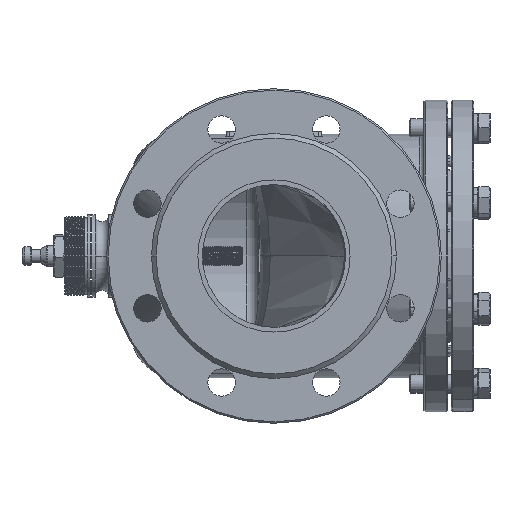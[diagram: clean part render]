
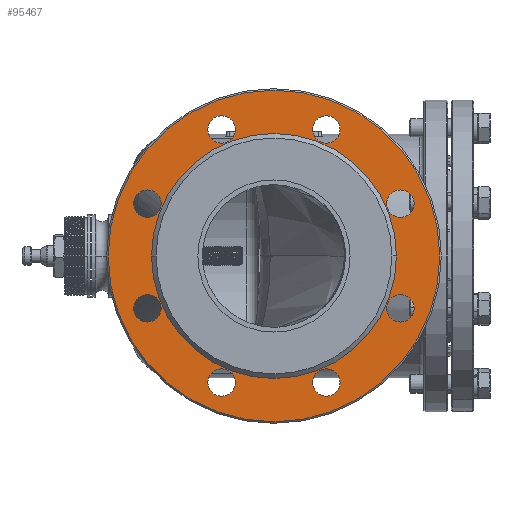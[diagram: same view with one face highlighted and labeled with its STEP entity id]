
A CAD part, left-side view. The second image highlights one B-rep face of the part: STEP entity #95467.
In plain terms, the highlighted planar face has unit normal (1, 0, 0).
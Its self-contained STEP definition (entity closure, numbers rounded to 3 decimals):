
#43925=CARTESIAN_POINT('',(-160.657,15.841,350.));
#43926=DIRECTION('',(1.,0.,0.));
#43927=DIRECTION('',(0.,0.,-1.));
#43928=AXIS2_PLACEMENT_3D('',#43925,#43926,#43927);
#43930=CARTESIAN_POINT('',(-160.657,15.841,350.));
#43931=DIRECTION('',(1.,0.,0.));
#43932=DIRECTION('',(0.,0.,1.));
#43933=AXIS2_PLACEMENT_3D('',#43930,#43931,#43932);
#43935=CARTESIAN_POINT('',(-160.657,15.841,350.));
#43936=DIRECTION('',(-1.,0.,0.));
#43937=DIRECTION('',(0.,0.,1.));
#43938=AXIS2_PLACEMENT_3D('',#43935,#43936,#43937);
#43940=CARTESIAN_POINT('',(-160.657,15.841,350.));
#43941=DIRECTION('',(-1.,0.,0.));
#43942=DIRECTION('',(0.,-1.,0.));
#43943=AXIS2_PLACEMENT_3D('',#43940,#43941,#43942);
#43945=CARTESIAN_POINT('',(-160.657,15.841,350.));
#43946=DIRECTION('',(-1.,0.,0.));
#43947=DIRECTION('',(0.,0.,-1.));
#43948=AXIS2_PLACEMENT_3D('',#43945,#43946,#43947);
#43950=CARTESIAN_POINT('',(-160.657,15.841,350.));
#43951=DIRECTION('',(-1.,0.,0.));
#43952=DIRECTION('',(0.,1.,0.));
#43953=AXIS2_PLACEMENT_3D('',#43950,#43951,#43952);
#43955=CARTESIAN_POINT('',(-160.657,98.99,
315.558));
#43956=DIRECTION('',(-1.,0.,0.));
#43957=DIRECTION('',(0.,0.,-1.));
#43958=AXIS2_PLACEMENT_3D('',#43955,#43956,#43957);
#43960=CARTESIAN_POINT('',(-160.657,98.99,
315.558));
#43961=DIRECTION('',(-1.,0.,0.));
#43962=DIRECTION('',(0.,0.,1.));
#43963=AXIS2_PLACEMENT_3D('',#43960,#43961,#43962);
#43965=CARTESIAN_POINT('',(-160.657,98.99,
384.442));
#43966=DIRECTION('',(-1.,0.,0.));
#43967=DIRECTION('',(0.,0.,-1.));
#43968=AXIS2_PLACEMENT_3D('',#43965,#43966,#43967);
#43970=CARTESIAN_POINT('',(-160.657,98.99,
384.442));
#43971=DIRECTION('',(-1.,0.,0.));
#43972=DIRECTION('',(0.,0.,1.));
#43973=AXIS2_PLACEMENT_3D('',#43970,#43971,#43972);
#43975=CARTESIAN_POINT('',(-160.657,50.283,
433.149));
#43976=DIRECTION('',(-1.,0.,0.));
#43977=DIRECTION('',(0.,0.,-1.));
#43978=AXIS2_PLACEMENT_3D('',#43975,#43976,#43977);
#43980=CARTESIAN_POINT('',(-160.657,50.283,
433.149));
#43981=DIRECTION('',(-1.,0.,0.));
#43982=DIRECTION('',(0.,0.,1.));
#43983=AXIS2_PLACEMENT_3D('',#43980,#43981,#43982);
#43985=CARTESIAN_POINT('',(-160.657,-18.6,
433.149));
#43986=DIRECTION('',(-1.,0.,0.));
#43987=DIRECTION('',(0.,0.,-1.));
#43988=AXIS2_PLACEMENT_3D('',#43985,#43986,#43987);
#43990=CARTESIAN_POINT('',(-160.657,-18.6,
433.149));
#43991=DIRECTION('',(-1.,0.,0.));
#43992=DIRECTION('',(0.,0.,1.));
#43993=AXIS2_PLACEMENT_3D('',#43990,#43991,#43992);
#43995=CARTESIAN_POINT('',(-160.657,-67.308,
384.442));
#43996=DIRECTION('',(-1.,0.,0.));
#43997=DIRECTION('',(0.,0.,-1.));
#43998=AXIS2_PLACEMENT_3D('',#43995,#43996,#43997);
#44000=CARTESIAN_POINT('',(-160.657,-67.308,
384.442));
#44001=DIRECTION('',(-1.,0.,0.));
#44002=DIRECTION('',(0.,0.,1.));
#44003=AXIS2_PLACEMENT_3D('',#44000,#44001,#44002);
#44005=CARTESIAN_POINT('',(-160.657,-67.308,
315.558));
#44006=DIRECTION('',(-1.,0.,0.));
#44007=DIRECTION('',(0.,0.,-1.));
#44008=AXIS2_PLACEMENT_3D('',#44005,#44006,#44007);
#44010=CARTESIAN_POINT('',(-160.657,-67.308,
315.558));
#44011=DIRECTION('',(-1.,0.,0.));
#44012=DIRECTION('',(0.,0.,1.));
#44013=AXIS2_PLACEMENT_3D('',#44010,#44011,#44012);
#44015=CARTESIAN_POINT('',(-160.657,-18.6,
266.851));
#44016=DIRECTION('',(-1.,0.,0.));
#44017=DIRECTION('',(0.,0.,-1.));
#44018=AXIS2_PLACEMENT_3D('',#44015,#44016,#44017);
#44020=CARTESIAN_POINT('',(-160.657,-18.6,
266.851));
#44021=DIRECTION('',(-1.,0.,0.));
#44022=DIRECTION('',(0.,0.,1.));
#44023=AXIS2_PLACEMENT_3D('',#44020,#44021,#44022);
#44025=CARTESIAN_POINT('',(-160.657,50.283,
266.851));
#44026=DIRECTION('',(-1.,0.,0.));
#44027=DIRECTION('',(0.,0.,-1.));
#44028=AXIS2_PLACEMENT_3D('',#44025,#44026,#44027);
#44030=CARTESIAN_POINT('',(-160.657,50.283,
266.851));
#44031=DIRECTION('',(-1.,0.,0.));
#44032=DIRECTION('',(0.,0.,1.));
#44033=AXIS2_PLACEMENT_3D('',#44030,#44031,#44032);
#45517=CARTESIAN_POINT('',(-160.657,-67.308,
375.442));
#45519=VERTEX_POINT('',#45517);
#45525=CARTESIAN_POINT('',(-160.657,50.283,
442.149));
#45527=VERTEX_POINT('',#45525);
#45586=CARTESIAN_POINT('',(-160.657,50.283,
257.851));
#45587=CARTESIAN_POINT('',(-160.657,50.283,
275.851));
#45588=VERTEX_POINT('',#45586);
#45589=VERTEX_POINT('',#45587);
#45602=CARTESIAN_POINT('',(-160.657,-64.659,
350.));
#45603=CARTESIAN_POINT('',(-160.657,15.842,
430.5));
#45604=VERTEX_POINT('',#45602);
#45605=VERTEX_POINT('',#45603);
#45618=CARTESIAN_POINT('',(-160.657,15.841,
269.5));
#45619=VERTEX_POINT('',#45618);
#45633=CARTESIAN_POINT('',(-160.657,-18.6,
424.149));
#45635=VERTEX_POINT('',#45633);
#45690=CARTESIAN_POINT('',(-160.657,15.841,
241.));
#45691=CARTESIAN_POINT('',(-160.657,15.841,
459.));
#45692=VERTEX_POINT('',#45690);
#45693=VERTEX_POINT('',#45691);
#45710=CARTESIAN_POINT('',(-160.657,-18.6,
442.149));
#45711=VERTEX_POINT('',#45710);
#45752=CARTESIAN_POINT('',(-160.657,98.99,
393.442));
#45753=CARTESIAN_POINT('',(-160.657,98.99,
375.442));
#45754=VERTEX_POINT('',#45752);
#45755=VERTEX_POINT('',#45753);
#45863=CARTESIAN_POINT('',(-160.657,98.99,
324.558));
#45864=VERTEX_POINT('',#45863);
#45867=CARTESIAN_POINT('',(-160.657,98.99,
306.558));
#45868=VERTEX_POINT('',#45867);
#45903=CARTESIAN_POINT('',(-160.657,-67.308,
324.558));
#45905=VERTEX_POINT('',#45903);
#46011=CARTESIAN_POINT('',(-160.657,50.283,
424.149));
#46012=VERTEX_POINT('',#46011);
#46104=CARTESIAN_POINT('',(-160.657,-67.308,
306.558));
#46105=VERTEX_POINT('',#46104);
#46146=CARTESIAN_POINT('',(-160.657,-18.6,
257.851));
#46147=VERTEX_POINT('',#46146);
#46198=CARTESIAN_POINT('',(-160.657,-18.6,
275.851));
#46199=VERTEX_POINT('',#46198);
#46251=CARTESIAN_POINT('',(-160.657,96.341,
350.));
#46253=VERTEX_POINT('',#46251);
#46300=CARTESIAN_POINT('',(-160.657,-67.308,
393.442));
#46301=VERTEX_POINT('',#46300);
#95419=CARTESIAN_POINT('',(-160.657,15.841,350.));
#95420=DIRECTION('',(1.,0.,0.));
#95421=DIRECTION('',(0.,0.,-1.));
#95422=AXIS2_PLACEMENT_3D('',#95419,#95420,#95421);
#95423=PLANE('',#95422);
#95424=ORIENTED_EDGE('',*,*,#84727,.F.);
#95425=ORIENTED_EDGE('',*,*,#58948,.F.);
#95426=EDGE_LOOP('',(#95424,#95425));
#95427=FACE_OUTER_BOUND('',#95426,.F.);
#95428=ORIENTED_EDGE('',*,*,#84287,.F.);
#95429=ORIENTED_EDGE('',*,*,#84285,.F.);
#95430=ORIENTED_EDGE('',*,*,#47652,.F.);
#95431=ORIENTED_EDGE('',*,*,#47650,.F.);
#95432=EDGE_LOOP('',(#95428,#95429,#95430,#95431));
#95433=FACE_BOUND('',#95432,.F.);
#95434=ORIENTED_EDGE('',*,*,#71149,.F.);
#95435=ORIENTED_EDGE('',*,*,#58353,.F.);
#95436=EDGE_LOOP('',(#95434,#95435));
#95437=FACE_BOUND('',#95436,.F.);
#95438=ORIENTED_EDGE('',*,*,#60696,.F.);
#95439=ORIENTED_EDGE('',*,*,#47578,.F.);
#95440=EDGE_LOOP('',(#95438,#95439));
#95441=FACE_BOUND('',#95440,.F.);
#95442=ORIENTED_EDGE('',*,*,#71441,.F.);
#95443=ORIENTED_EDGE('',*,*,#71719,.F.);
#95444=EDGE_LOOP('',(#95442,#95443));
#95445=FACE_BOUND('',#95444,.F.);
#95446=ORIENTED_EDGE('',*,*,#93833,.F.);
#95447=ORIENTED_EDGE('',*,*,#58139,.F.);
#95448=EDGE_LOOP('',(#95446,#95447));
#95449=FACE_BOUND('',#95448,.F.);
#95450=ORIENTED_EDGE('',*,*,#83741,.F.);
#95451=ORIENTED_EDGE('',*,*,#58155,.F.);
#95452=EDGE_LOOP('',(#95450,#95451));
#95453=FACE_BOUND('',#95452,.F.);
#95454=ORIENTED_EDGE('',*,*,#60663,.F.);
#95455=ORIENTED_EDGE('',*,*,#71182,.F.);
#95456=EDGE_LOOP('',(#95454,#95455));
#95457=FACE_BOUND('',#95456,.F.);
#95458=ORIENTED_EDGE('',*,*,#58310,.F.);
#95459=ORIENTED_EDGE('',*,*,#58248,.F.);
#95460=EDGE_LOOP('',(#95458,#95459));
#95461=FACE_BOUND('',#95460,.F.);
#95462=ORIENTED_EDGE('',*,*,#60633,.F.);
#95464=ORIENTED_EDGE('',*,*,#95463,.F.);
#95465=EDGE_LOOP('',(#95462,#95464));
#95466=FACE_BOUND('',#95465,.F.);
#95467=ADVANCED_FACE('',(#95427,#95433,#95437,#95441,#95445,#95449,#95453,
#95457,#95461,#95466),#95423,.T.);
#43929=CIRCLE('',#43928,109.);
#43934=CIRCLE('',#43933,109.);
#43939=CIRCLE('',#43938,80.5);
#43944=CIRCLE('',#43943,80.5);
#43949=CIRCLE('',#43948,80.5);
#43954=CIRCLE('',#43953,80.5);
#43959=CIRCLE('',#43958,9.);
#43964=CIRCLE('',#43963,9.);
#43969=CIRCLE('',#43968,9.);
#43974=CIRCLE('',#43973,9.);
#43979=CIRCLE('',#43978,9.);
#43984=CIRCLE('',#43983,9.);
#43989=CIRCLE('',#43988,9.);
#43994=CIRCLE('',#43993,9.);
#43999=CIRCLE('',#43998,9.);
#44004=CIRCLE('',#44003,9.);
#44009=CIRCLE('',#44008,9.);
#44014=CIRCLE('',#44013,9.);
#44019=CIRCLE('',#44018,9.);
#44024=CIRCLE('',#44023,9.);
#44029=CIRCLE('',#44028,9.);
#44034=CIRCLE('',#44033,9.);
#47578=EDGE_CURVE('',#45754,#45755,#43974,.T.);
#47650=EDGE_CURVE('',#46253,#45619,#43954,.T.);
#47652=EDGE_CURVE('',#45619,#45604,#43949,.T.);
#58139=EDGE_CURVE('',#45711,#45635,#43994,.T.);
#58155=EDGE_CURVE('',#46301,#45519,#44004,.T.);
#58248=EDGE_CURVE('',#46199,#46147,#44024,.T.);
#58310=EDGE_CURVE('',#46147,#46199,#44019,.T.);
#58353=EDGE_CURVE('',#45864,#45868,#43964,.T.);
#58948=EDGE_CURVE('',#45693,#45692,#43934,.T.);
#60633=EDGE_CURVE('',#45588,#45589,#44029,.T.);
#60663=EDGE_CURVE('',#46105,#45905,#44009,.T.);
#60696=EDGE_CURVE('',#45755,#45754,#43969,.T.);
#71149=EDGE_CURVE('',#45868,#45864,#43959,.T.);
#71182=EDGE_CURVE('',#45905,#46105,#44014,.T.);
#71441=EDGE_CURVE('',#46012,#45527,#43979,.T.);
#71719=EDGE_CURVE('',#45527,#46012,#43984,.T.);
#83741=EDGE_CURVE('',#45519,#46301,#43999,.T.);
#84285=EDGE_CURVE('',#45604,#45605,#43944,.T.);
#84287=EDGE_CURVE('',#45605,#46253,#43939,.T.);
#84727=EDGE_CURVE('',#45692,#45693,#43929,.T.);
#93833=EDGE_CURVE('',#45635,#45711,#43989,.T.);
#95463=EDGE_CURVE('',#45589,#45588,#44034,.T.);
